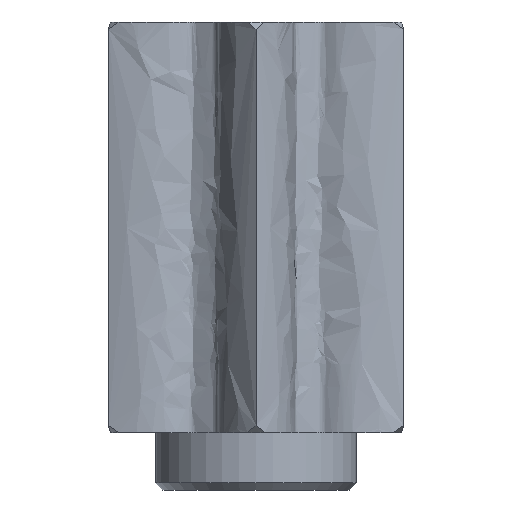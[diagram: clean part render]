
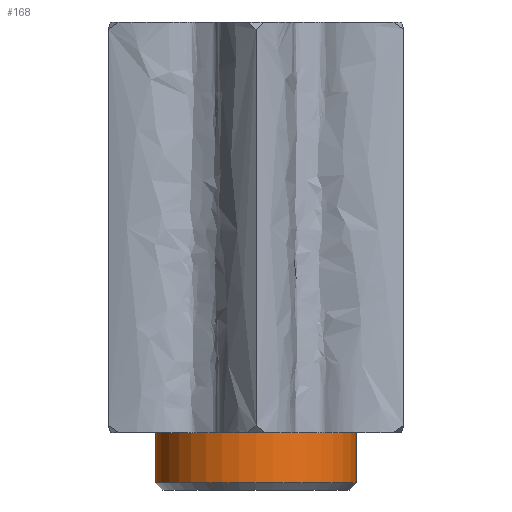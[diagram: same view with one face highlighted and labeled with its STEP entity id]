
A CAD part, front view. The second image highlights one B-rep face of the part: STEP entity #168.
In plain terms, the highlighted cylindrical face has radius 3.5 mm (diameter 7 mm), a partial arc.
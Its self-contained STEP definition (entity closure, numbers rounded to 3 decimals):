
#73 = CIRCLE ( 'NONE', #415, 3.5 ) ;
#75 = ORIENTED_EDGE ( 'NONE', *, *, #1085, .T. ) ;
#130 = DIRECTION ( 'NONE',  ( 0., 0., 1. ) ) ;
#143 = CARTESIAN_POINT ( 'NONE',  ( 0., 0., -8.894 ) ) ;
#168 = ADVANCED_FACE ( 'NONE', ( #797 ), #1204, .T. ) ;
#280 = CARTESIAN_POINT ( 'NONE',  ( -3.5, 0., -8.894 ) ) ;
#303 = DIRECTION ( 'NONE',  ( -1., 0., 0. ) ) ;
#391 = EDGE_CURVE ( 'NONE', #2158, #2010, #1609, .T. ) ;
#415 = AXIS2_PLACEMENT_3D ( 'NONE', #1232, #1241, #2069 ) ;
#450 = ORIENTED_EDGE ( 'NONE', *, *, #2100, .T. ) ;
#600 = ORIENTED_EDGE ( 'NONE', *, *, #391, .T. ) ;
#641 = VERTEX_POINT ( 'NONE', #758 ) ;
#671 = VECTOR ( 'NONE', #1525, 1000. ) ;
#758 = CARTESIAN_POINT ( 'NONE',  ( -3.5, 0., -7.144 ) ) ;
#797 = FACE_OUTER_BOUND ( 'NONE', #1984, .T. ) ;
#1044 = DIRECTION ( 'NONE',  ( 0., 0., 1. ) ) ;
#1085 = EDGE_CURVE ( 'NONE', #1749, #641, #73, .T. ) ;
#1091 = CARTESIAN_POINT ( 'NONE',  ( 3.5, 0., -7.144 ) ) ;
#1133 = CARTESIAN_POINT ( 'NONE',  ( 0., 0., -9.144 ) ) ;
#1204 = CYLINDRICAL_SURFACE ( 'NONE', #1688, 3.5 ) ;
#1232 = CARTESIAN_POINT ( 'NONE',  ( 0., 0., -7.144 ) ) ;
#1241 = DIRECTION ( 'NONE',  ( 0., 0., -1. ) ) ;
#1272 = CARTESIAN_POINT ( 'NONE',  ( 3.5, 0., -8.894 ) ) ;
#1279 = LINE ( 'NONE', #1734, #1826 ) ;
#1312 = DIRECTION ( 'NONE',  ( 0., 0., 1. ) ) ;
#1347 = CARTESIAN_POINT ( 'NONE',  ( -3.5, 0., -9.144 ) ) ;
#1446 = DIRECTION ( 'NONE',  ( 1., 0., 0. ) ) ;
#1483 = ORIENTED_EDGE ( 'NONE', *, *, #1875, .F. ) ;
#1525 = DIRECTION ( 'NONE',  ( 0., 0., 1. ) ) ;
#1609 = CIRCLE ( 'NONE', #1802, 3.5 ) ;
#1688 = AXIS2_PLACEMENT_3D ( 'NONE', #1133, #130, #1446 ) ;
#1734 = CARTESIAN_POINT ( 'NONE',  ( 3.5, 0., -9.144 ) ) ;
#1749 = VERTEX_POINT ( 'NONE', #1091 ) ;
#1802 = AXIS2_PLACEMENT_3D ( 'NONE', #143, #1312, #303 ) ;
#1826 = VECTOR ( 'NONE', #1044, 1000. ) ;
#1875 = EDGE_CURVE ( 'NONE', #2158, #641, #2094, .T. ) ;
#1984 = EDGE_LOOP ( 'NONE', ( #1483, #600, #450, #75 ) ) ;
#2010 = VERTEX_POINT ( 'NONE', #1272 ) ;
#2069 = DIRECTION ( 'NONE',  ( -1., 0., 0. ) ) ;
#2094 = LINE ( 'NONE', #1347, #671 ) ;
#2100 = EDGE_CURVE ( 'NONE', #2010, #1749, #1279, .T. ) ;
#2158 = VERTEX_POINT ( 'NONE', #280 ) ;
